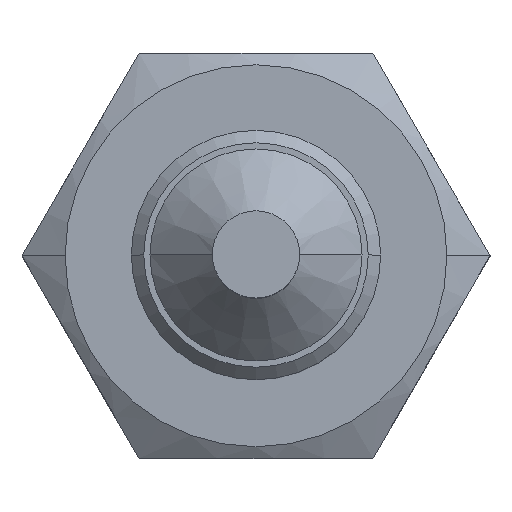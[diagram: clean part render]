
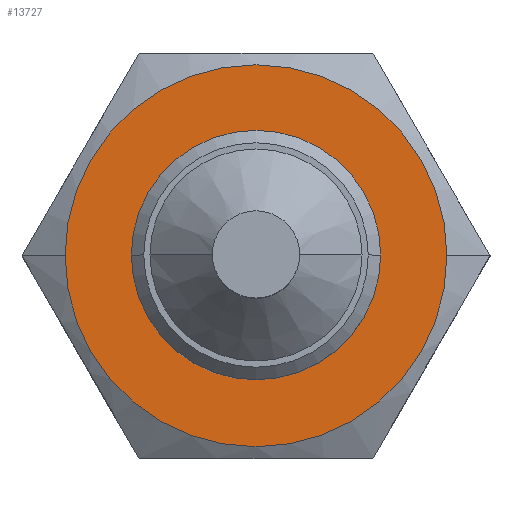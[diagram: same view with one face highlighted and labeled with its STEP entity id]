
A CAD part, top view. The second image highlights one B-rep face of the part: STEP entity #13727.
In plain terms, the highlighted planar face has unit normal (0, 0, 1).
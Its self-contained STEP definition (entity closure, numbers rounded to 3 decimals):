
#1 = CARTESIAN_POINT ( 'NONE',  ( 0., 0., 25.876 ) ) ;
#81 = ORIENTED_EDGE ( 'NONE', *, *, #5122, .T. ) ;
#239 = CARTESIAN_POINT ( 'NONE',  ( 0., 0., 25.876 ) ) ;
#629 = ORIENTED_EDGE ( 'NONE', *, *, #4015, .T. ) ;
#1999 = VERTEX_POINT ( 'NONE', #3610 ) ;
#2478 = AXIS2_PLACEMENT_3D ( 'NONE', #18010, #7935, #14546 ) ;
#2534 = CIRCLE ( 'NONE', #2629, 6.125 ) ;
#2629 = AXIS2_PLACEMENT_3D ( 'NONE', #239, #15011, #16576 ) ;
#2795 = DIRECTION ( 'NONE',  ( 1., 0., 0. ) ) ;
#3406 = AXIS2_PLACEMENT_3D ( 'NONE', #12698, #15905, #2795 ) ;
#3610 = CARTESIAN_POINT ( 'NONE',  ( 3.674, 0., 25.876 ) ) ;
#4015 = EDGE_CURVE ( 'NONE', #1999, #4766, #6986, .T. ) ;
#4766 = VERTEX_POINT ( 'NONE', #8947 ) ;
#4990 = DIRECTION ( 'NONE',  ( 0., 0., -1. ) ) ;
#5122 = EDGE_CURVE ( 'NONE', #4766, #1999, #14125, .T. ) ;
#5848 = CIRCLE ( 'NONE', #2478, 6.125 ) ;
#6986 = CIRCLE ( 'NONE', #11980, 3.674 ) ;
#7229 = ORIENTED_EDGE ( 'NONE', *, *, #8556, .F. ) ;
#7323 = EDGE_LOOP ( 'NONE', ( #629, #81 ) ) ;
#7499 = PLANE ( 'NONE',  #3406 ) ;
#7935 = DIRECTION ( 'NONE',  ( 0., 0., -1. ) ) ;
#8556 = EDGE_CURVE ( 'NONE', #10950, #13486, #5848, .T. ) ;
#8729 = ORIENTED_EDGE ( 'NONE', *, *, #16445, .F. ) ;
#8947 = CARTESIAN_POINT ( 'NONE',  ( -3.674, 0., 25.876 ) ) ;
#10950 = VERTEX_POINT ( 'NONE', #17578 ) ;
#11339 = FACE_OUTER_BOUND ( 'NONE', #13681, .T. ) ;
#11416 = DIRECTION ( 'NONE',  ( 1., 0., 0. ) ) ;
#11980 = AXIS2_PLACEMENT_3D ( 'NONE', #17793, #19349, #20966 ) ;
#12249 = AXIS2_PLACEMENT_3D ( 'NONE', #1, #4990, #11416 ) ;
#12698 = CARTESIAN_POINT ( 'NONE',  ( 3.753, -6.5, 25.876 ) ) ;
#13486 = VERTEX_POINT ( 'NONE', #18363 ) ;
#13681 = EDGE_LOOP ( 'NONE', ( #8729, #7229 ) ) ;
#13727 = ADVANCED_FACE ( 'NONE', ( #17222, #11339 ), #7499, .T. ) ;
#14125 = CIRCLE ( 'NONE', #12249, 3.674 ) ;
#14546 = DIRECTION ( 'NONE',  ( -1., 0., 0. ) ) ;
#15011 = DIRECTION ( 'NONE',  ( 0., 0., -1. ) ) ;
#15905 = DIRECTION ( 'NONE',  ( 0., 0., 1. ) ) ;
#16445 = EDGE_CURVE ( 'NONE', #13486, #10950, #2534, .T. ) ;
#16576 = DIRECTION ( 'NONE',  ( -1., 0., 0. ) ) ;
#17222 = FACE_BOUND ( 'NONE', #7323, .T. ) ;
#17578 = CARTESIAN_POINT ( 'NONE',  ( 6.125, 0., 25.876 ) ) ;
#17793 = CARTESIAN_POINT ( 'NONE',  ( 0., 0., 25.876 ) ) ;
#18010 = CARTESIAN_POINT ( 'NONE',  ( 0., 0., 25.876 ) ) ;
#18363 = CARTESIAN_POINT ( 'NONE',  ( -6.125, 0., 25.876 ) ) ;
#19349 = DIRECTION ( 'NONE',  ( 0., 0., -1. ) ) ;
#20966 = DIRECTION ( 'NONE',  ( 1., 0., 0. ) ) ;
